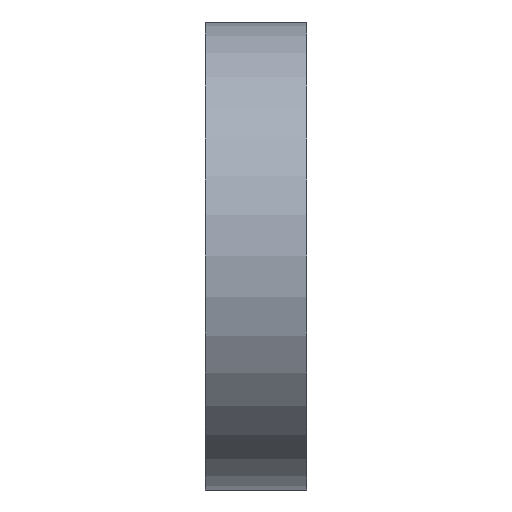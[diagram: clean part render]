
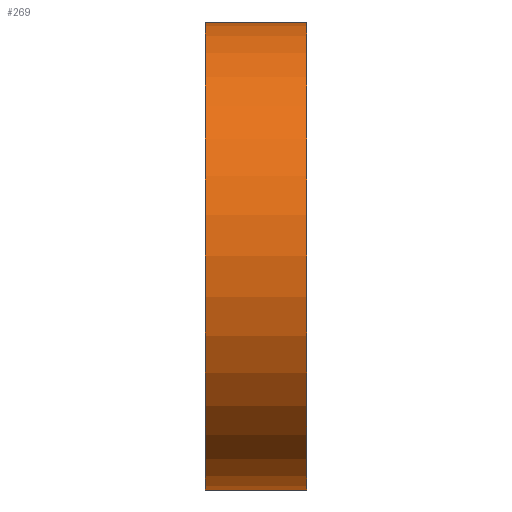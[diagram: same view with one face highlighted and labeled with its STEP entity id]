
A CAD part, left-side view. The second image highlights one B-rep face of the part: STEP entity #269.
In plain terms, the highlighted cylindrical face has radius 11.535 mm (diameter 23.07 mm), a partial arc.
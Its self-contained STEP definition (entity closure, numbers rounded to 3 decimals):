
#20=CIRCLE('',#297,11.535);
#21=CIRCLE('',#298,11.535);
#28=CYLINDRICAL_SURFACE('',#296,11.535);
#44=ORIENTED_EDGE('',*,*,#116,.F.);
#45=ORIENTED_EDGE('',*,*,#115,.F.);
#46=ORIENTED_EDGE('',*,*,#117,.T.);
#47=ORIENTED_EDGE('',*,*,#118,.T.);
#115=EDGE_CURVE('',#151,#149,#175,.T.);
#116=EDGE_CURVE('',#149,#152,#20,.T.);
#117=EDGE_CURVE('',#151,#153,#21,.T.);
#118=EDGE_CURVE('',#153,#152,#176,.T.);
#149=VERTEX_POINT('',#411);
#151=VERTEX_POINT('',#415);
#152=VERTEX_POINT('',#419);
#153=VERTEX_POINT('',#421);
#175=LINE('',#416,#203);
#176=LINE('',#422,#204);
#203=VECTOR('',#334,1000.);
#204=VECTOR('',#341,1000.);
#223=EDGE_LOOP('',(#44,#45,#46,#47));
#241=FACE_BOUND('',#223,.T.);
#269=ADVANCED_FACE('',(#241),#28,.T.);
#296=AXIS2_PLACEMENT_3D('',#417,#335,#336);
#297=AXIS2_PLACEMENT_3D('',#418,#337,#338);
#298=AXIS2_PLACEMENT_3D('',#420,#339,#340);
#334=DIRECTION('',(0.,1.,0.));
#335=DIRECTION('',(0.,1.,0.));
#336=DIRECTION('',(0.,0.,1.));
#337=DIRECTION('',(0.,1.,0.));
#338=DIRECTION('',(0.,0.,1.));
#339=DIRECTION('',(0.,1.,0.));
#340=DIRECTION('',(0.,0.,1.));
#341=DIRECTION('',(0.,1.,0.));
#411=CARTESIAN_POINT('',(-28.885,-29.346,-11.535));
#415=CARTESIAN_POINT('',(-28.885,-34.346,-11.535));
#416=CARTESIAN_POINT('',(-28.885,-34.346,-11.535));
#417=CARTESIAN_POINT('',(-28.885,-34.346,0.));
#418=CARTESIAN_POINT('',(-28.885,-29.346,0.));
#419=CARTESIAN_POINT('',(-28.885,-29.346,11.535));
#420=CARTESIAN_POINT('',(-28.885,-34.346,0.));
#421=CARTESIAN_POINT('',(-28.885,-34.346,11.535));
#422=CARTESIAN_POINT('',(-28.885,-34.346,11.535));
